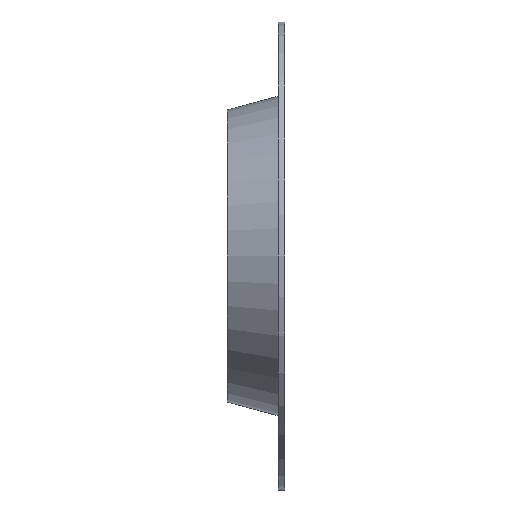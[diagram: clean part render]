
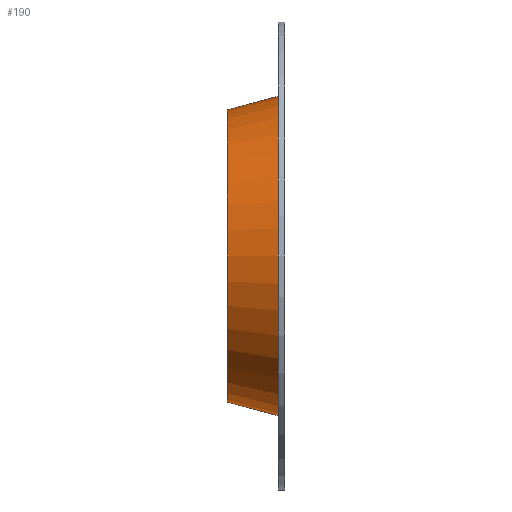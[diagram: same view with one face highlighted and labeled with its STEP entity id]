
A CAD part, left-side view. The second image highlights one B-rep face of the part: STEP entity #190.
In plain terms, the highlighted conical face has half-angle 15 degrees and reference radius 58 mm.
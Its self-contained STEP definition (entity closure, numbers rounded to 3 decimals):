
#60 = CIRCLE ( 'NONE', #636, 58. ) ;
#67 = CARTESIAN_POINT ( 'NONE',  ( 0., 2.4, 58. ) ) ;
#90 = ORIENTED_EDGE ( 'NONE', *, *, #492, .T. ) ;
#117 = VERTEX_POINT ( 'NONE', #67 ) ;
#123 = DIRECTION ( 'NONE',  ( 0., 0., 1. ) ) ;
#137 = DIRECTION ( 'NONE',  ( 0., 1., 0. ) ) ;
#190 = ADVANCED_FACE ( 'NONE', ( #890 ), #508, .T. ) ;
#208 = DIRECTION ( 'NONE',  ( 0., 0., 1. ) ) ;
#213 = DIRECTION ( 'NONE',  ( 0., 1., 0. ) ) ;
#226 = VECTOR ( 'NONE', #360, 1000. ) ;
#253 = VECTOR ( 'NONE', #794, 1000. ) ;
#360 = DIRECTION ( 'NONE',  ( 0., -0.966, 0.259 ) ) ;
#369 = LINE ( 'NONE', #790, #253 ) ;
#430 = CARTESIAN_POINT ( 'NONE',  ( 0., 2.4, 58. ) ) ;
#440 = CARTESIAN_POINT ( 'NONE',  ( 0., 2.4, 0. ) ) ;
#467 = AXIS2_PLACEMENT_3D ( 'NONE', #876, #213, #123 ) ;
#486 = CARTESIAN_POINT ( 'NONE',  ( 0., 20.8, 53.07 ) ) ;
#492 = EDGE_CURVE ( 'NONE', #640, #117, #60, .T. ) ;
#508 = CONICAL_SURFACE ( 'NONE', #921, 58., 0.262 ) ;
#521 = VERTEX_POINT ( 'NONE', #728 ) ;
#526 = CARTESIAN_POINT ( 'NONE',  ( 0., 2.4, 0. ) ) ;
#531 = EDGE_CURVE ( 'NONE', #820, #117, #570, .T. ) ;
#559 = EDGE_CURVE ( 'NONE', #521, #640, #369, .T. ) ;
#568 = ORIENTED_EDGE ( 'NONE', *, *, #531, .F. ) ;
#570 = LINE ( 'NONE', #430, #226 ) ;
#584 = DIRECTION ( 'NONE',  ( 0., 0., 1. ) ) ;
#600 = EDGE_CURVE ( 'NONE', #521, #820, #676, .T. ) ;
#608 = CARTESIAN_POINT ( 'NONE',  ( 0., 2.4, -58. ) ) ;
#636 = AXIS2_PLACEMENT_3D ( 'NONE', #440, #137, #584 ) ;
#640 = VERTEX_POINT ( 'NONE', #608 ) ;
#676 = CIRCLE ( 'NONE', #467, 53.07 ) ;
#699 = ORIENTED_EDGE ( 'NONE', *, *, #600, .F. ) ;
#728 = CARTESIAN_POINT ( 'NONE',  ( 0., 20.8, -53.07 ) ) ;
#790 = CARTESIAN_POINT ( 'NONE',  ( 0., 2.4, -58. ) ) ;
#794 = DIRECTION ( 'NONE',  ( 0., -0.966, -0.259 ) ) ;
#813 = EDGE_LOOP ( 'NONE', ( #699, #899, #90, #568 ) ) ;
#818 = DIRECTION ( 'NONE',  ( 0., -1., 0. ) ) ;
#820 = VERTEX_POINT ( 'NONE', #486 ) ;
#876 = CARTESIAN_POINT ( 'NONE',  ( 0., 20.8, 0. ) ) ;
#890 = FACE_OUTER_BOUND ( 'NONE', #813, .T. ) ;
#899 = ORIENTED_EDGE ( 'NONE', *, *, #559, .T. ) ;
#921 = AXIS2_PLACEMENT_3D ( 'NONE', #526, #818, #208 ) ;
